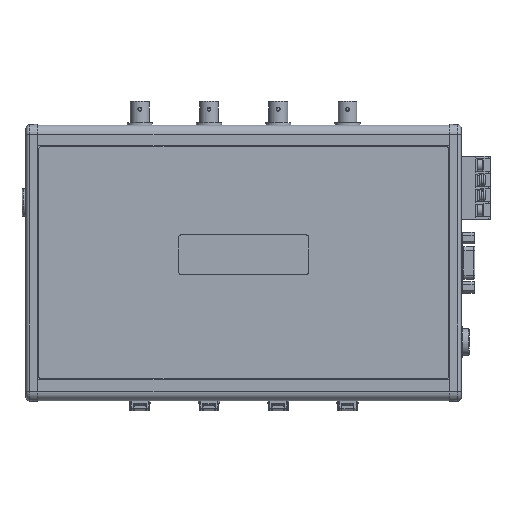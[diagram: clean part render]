
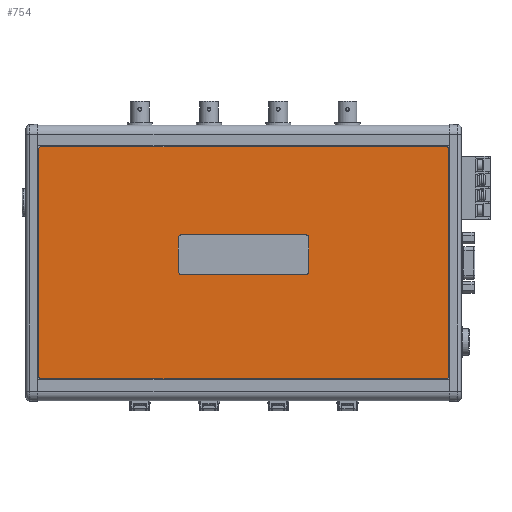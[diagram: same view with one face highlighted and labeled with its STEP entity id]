
A CAD part, top view. The second image highlights one B-rep face of the part: STEP entity #754.
In plain terms, the highlighted planar face has unit normal (0, 0, 1).
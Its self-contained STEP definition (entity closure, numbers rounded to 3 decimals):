
#754 = ADVANCED_FACE( '', ( #2129, #2130 ), #2131, .T. );
#2129 = FACE_OUTER_BOUND( '', #4384, .T. );
#2130 = FACE_BOUND( '', #4385, .T. );
#2131 = PLANE( '', #4386 );
#4384 = EDGE_LOOP( '', ( #7534, #7535, #7536, #7537, #7538, #7539, #7540, #7541 ) );
#4385 = EDGE_LOOP( '', ( #7542, #7543, #7544, #7545, #7546, #7547, #7548, #7549 ) );
#4386 = AXIS2_PLACEMENT_3D( '', #7550, #7551, #7552 );
#7534 = ORIENTED_EDGE( '', *, *, #12801, .T. );
#7535 = ORIENTED_EDGE( '', *, *, #12802, .T. );
#7536 = ORIENTED_EDGE( '', *, *, #12803, .T. );
#7537 = ORIENTED_EDGE( '', *, *, #12804, .T. );
#7538 = ORIENTED_EDGE( '', *, *, #12805, .T. );
#7539 = ORIENTED_EDGE( '', *, *, #12806, .T. );
#7540 = ORIENTED_EDGE( '', *, *, #12807, .T. );
#7541 = ORIENTED_EDGE( '', *, *, #12808, .T. );
#7542 = ORIENTED_EDGE( '', *, *, #12809, .T. );
#7543 = ORIENTED_EDGE( '', *, *, #12810, .T. );
#7544 = ORIENTED_EDGE( '', *, *, #12811, .T. );
#7545 = ORIENTED_EDGE( '', *, *, #12812, .T. );
#7546 = ORIENTED_EDGE( '', *, *, #12813, .T. );
#7547 = ORIENTED_EDGE( '', *, *, #12659, .T. );
#7548 = ORIENTED_EDGE( '', *, *, #12814, .T. );
#7549 = ORIENTED_EDGE( '', *, *, #12815, .T. );
#7550 = CARTESIAN_POINT( '', ( 102.498, 57.65, -1.4 ) );
#7551 = DIRECTION( '', ( 0., 0., 1. ) );
#7552 = DIRECTION( '', ( 0., 1., 0. ) );
#12659 = EDGE_CURVE( '', #14755, #14760, #14762, .F. );
#12801 = EDGE_CURVE( '', #15015, #15016, #15017, .T. );
#12802 = EDGE_CURVE( '', #15016, #15018, #15019, .T. );
#12803 = EDGE_CURVE( '', #15018, #15020, #15021, .T. );
#12804 = EDGE_CURVE( '', #15020, #15022, #15023, .T. );
#12805 = EDGE_CURVE( '', #15022, #15024, #15025, .T. );
#12806 = EDGE_CURVE( '', #15024, #15026, #15027, .T. );
#12807 = EDGE_CURVE( '', #15026, #15028, #15029, .T. );
#12808 = EDGE_CURVE( '', #15028, #15015, #15030, .T. );
#12809 = EDGE_CURVE( '', #15031, #15032, #15033, .T. );
#12810 = EDGE_CURVE( '', #15032, #15034, #15035, .F. );
#12811 = EDGE_CURVE( '', #15034, #15036, #15037, .T. );
#12812 = EDGE_CURVE( '', #15036, #15038, #15039, .F. );
#12813 = EDGE_CURVE( '', #15038, #14755, #15040, .T. );
#12814 = EDGE_CURVE( '', #14760, #15041, #15042, .T. );
#12815 = EDGE_CURVE( '', #15041, #15031, #15043, .F. );
#14755 = VERTEX_POINT( '', #17782 );
#14760 = VERTEX_POINT( '', #17788 );
#14762 = CIRCLE( '', #17791, 1.5 );
#15015 = VERTEX_POINT( '', #18249 );
#15016 = VERTEX_POINT( '', #18250 );
#15017 = CIRCLE( '', #18251, 1. );
#15018 = VERTEX_POINT( '', #18252 );
#15019 = LINE( '', #18253, #18254 );
#15020 = VERTEX_POINT( '', #18255 );
#15021 = CIRCLE( '', #18256, 1. );
#15022 = VERTEX_POINT( '', #18257 );
#15023 = LINE( '', #18258, #18259 );
#15024 = VERTEX_POINT( '', #18260 );
#15025 = CIRCLE( '', #18261, 1. );
#15026 = VERTEX_POINT( '', #18262 );
#15027 = LINE( '', #18263, #18264 );
#15028 = VERTEX_POINT( '', #18265 );
#15029 = CIRCLE( '', #18266, 1. );
#15030 = LINE( '', #18267, #18268 );
#15031 = VERTEX_POINT( '', #18269 );
#15032 = VERTEX_POINT( '', #18270 );
#15033 = LINE( '', #18271, #18272 );
#15034 = VERTEX_POINT( '', #18273 );
#15035 = CIRCLE( '', #18274, 1.5 );
#15036 = VERTEX_POINT( '', #18275 );
#15037 = LINE( '', #18276, #18277 );
#15038 = VERTEX_POINT( '', #18278 );
#15039 = CIRCLE( '', #18279, 1.5 );
#15040 = LINE( '', #18280, #18281 );
#15041 = VERTEX_POINT( '', #18282 );
#15042 = LINE( '', #18283, #18284 );
#15043 = CIRCLE( '', #18285, 1.5 );
#17782 = CARTESIAN_POINT( '', ( 31.499, 14.15, -1.4 ) );
#17788 = CARTESIAN_POINT( '', ( 32.999, 12.65, -1.4 ) );
#17791 = AXIS2_PLACEMENT_3D( '', #22276, #22277, #22278 );
#18249 = CARTESIAN_POINT( '', ( 103.498, 57.65, -1.4 ) );
#18250 = CARTESIAN_POINT( '', ( 102.498, 58.65, -1.4 ) );
#18251 = AXIS2_PLACEMENT_3D( '', #22465, #22466, #22467 );
#18252 = CARTESIAN_POINT( '', ( -102.5, 58.65, -1.4 ) );
#18253 = CARTESIAN_POINT( '', ( 102.498, 58.65, -1.4 ) );
#18254 = VECTOR( '', #22468, 1000. );
#18255 = CARTESIAN_POINT( '', ( -103.5, 57.65, -1.4 ) );
#18256 = AXIS2_PLACEMENT_3D( '', #22469, #22470, #22471 );
#18257 = CARTESIAN_POINT( '', ( -103.5, -57.648, -1.4 ) );
#18258 = CARTESIAN_POINT( '', ( -103.5, 57.65, -1.4 ) );
#18259 = VECTOR( '', #22472, 1000. );
#18260 = CARTESIAN_POINT( '', ( -102.5, -58.648, -1.4 ) );
#18261 = AXIS2_PLACEMENT_3D( '', #22473, #22474, #22475 );
#18262 = CARTESIAN_POINT( '', ( 102.498, -58.648, -1.4 ) );
#18263 = CARTESIAN_POINT( '', ( -102.5, -58.648, -1.4 ) );
#18264 = VECTOR( '', #22476, 1000. );
#18265 = CARTESIAN_POINT( '', ( 103.498, -57.648, -1.4 ) );
#18266 = AXIS2_PLACEMENT_3D( '', #22477, #22478, #22479 );
#18267 = CARTESIAN_POINT( '', ( 103.498, -57.648, -1.4 ) );
#18268 = VECTOR( '', #22480, 1000. );
#18269 = CARTESIAN_POINT( '', ( 31.499, -5.85, -1.4 ) );
#18270 = CARTESIAN_POINT( '', ( -31.501, -5.85, -1.4 ) );
#18271 = CARTESIAN_POINT( '', ( 102.498, -5.85, -1.4 ) );
#18272 = VECTOR( '', #22481, 1000. );
#18273 = CARTESIAN_POINT( '', ( -33.001, -4.35, -1.4 ) );
#18274 = AXIS2_PLACEMENT_3D( '', #22482, #22483, #22484 );
#18275 = CARTESIAN_POINT( '', ( -33.001, 12.65, -1.4 ) );
#18276 = CARTESIAN_POINT( '', ( -33.001, 57.65, -1.4 ) );
#18277 = VECTOR( '', #22485, 1000. );
#18278 = CARTESIAN_POINT( '', ( -31.501, 14.15, -1.4 ) );
#18279 = AXIS2_PLACEMENT_3D( '', #22486, #22487, #22488 );
#18280 = CARTESIAN_POINT( '', ( 102.498, 14.15, -1.4 ) );
#18281 = VECTOR( '', #22489, 1000. );
#18282 = CARTESIAN_POINT( '', ( 32.999, -4.35, -1.4 ) );
#18283 = CARTESIAN_POINT( '', ( 32.999, 57.65, -1.4 ) );
#18284 = VECTOR( '', #22490, 1000. );
#18285 = AXIS2_PLACEMENT_3D( '', #22491, #22492, #22493 );
#22276 = CARTESIAN_POINT( '', ( 31.499, 12.65, -1.4 ) );
#22277 = DIRECTION( '', ( 0., 0., 1. ) );
#22278 = DIRECTION( '', ( 1., 0., 0. ) );
#22465 = CARTESIAN_POINT( '', ( 102.498, 57.65, -1.4 ) );
#22466 = DIRECTION( '', ( 0., 0., 1. ) );
#22467 = DIRECTION( '', ( 1., 0., 0. ) );
#22468 = DIRECTION( '', ( -1., 0., 0. ) );
#22469 = CARTESIAN_POINT( '', ( -102.5, 57.65, -1.4 ) );
#22470 = DIRECTION( '', ( 0., 0., 1. ) );
#22471 = DIRECTION( '', ( 0., 1., 0. ) );
#22472 = DIRECTION( '', ( 0., -1., 0. ) );
#22473 = CARTESIAN_POINT( '', ( -102.5, -57.648, -1.4 ) );
#22474 = DIRECTION( '', ( 0., 0., 1. ) );
#22475 = DIRECTION( '', ( -1., 0., 0. ) );
#22476 = DIRECTION( '', ( 1., 0., 0. ) );
#22477 = CARTESIAN_POINT( '', ( 102.498, -57.648, -1.4 ) );
#22478 = DIRECTION( '', ( 0., 0., 1. ) );
#22479 = DIRECTION( '', ( 0., -1., 0. ) );
#22480 = DIRECTION( '', ( 0., 1., 0. ) );
#22481 = DIRECTION( '', ( -1., 0., 0. ) );
#22482 = CARTESIAN_POINT( '', ( -31.501, -4.35, -1.4 ) );
#22483 = DIRECTION( '', ( 0., 0., 1. ) );
#22484 = DIRECTION( '', ( 1., 0., 0. ) );
#22485 = DIRECTION( '', ( 0., 1., 0. ) );
#22486 = CARTESIAN_POINT( '', ( -31.501, 12.65, -1.4 ) );
#22487 = DIRECTION( '', ( 0., 0., 1. ) );
#22488 = DIRECTION( '', ( 1., 0., 0. ) );
#22489 = DIRECTION( '', ( 1., 0., 0. ) );
#22490 = DIRECTION( '', ( 0., -1., 0. ) );
#22491 = CARTESIAN_POINT( '', ( 31.499, -4.35, -1.4 ) );
#22492 = DIRECTION( '', ( 0., 0., 1. ) );
#22493 = DIRECTION( '', ( 1., 0., 0. ) );
